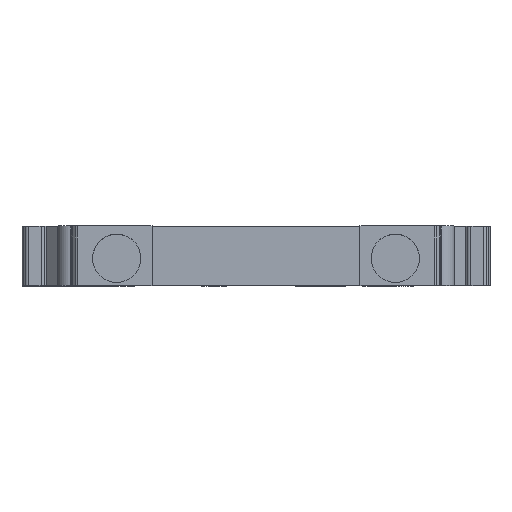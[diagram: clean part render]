
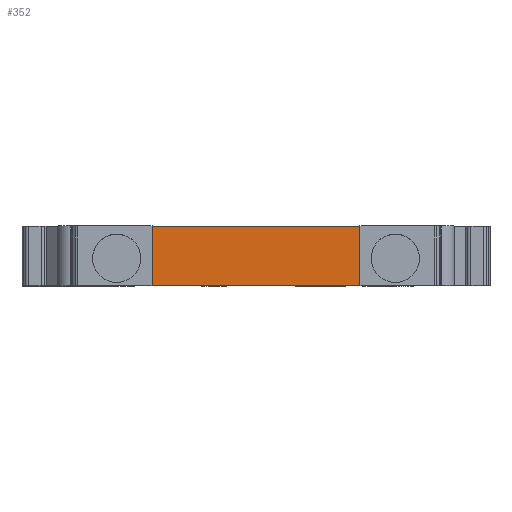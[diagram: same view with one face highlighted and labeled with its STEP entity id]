
A CAD part, top view. The second image highlights one B-rep face of the part: STEP entity #352.
In plain terms, the highlighted planar face has unit normal (0, 0, 1).
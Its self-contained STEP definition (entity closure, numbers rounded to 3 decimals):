
#352 = ADVANCED_FACE( '', ( #827 ), #828, .F. );
#827 = FACE_OUTER_BOUND( '', #1426, .T. );
#828 = PLANE( '', #1427 );
#1426 = EDGE_LOOP( '', ( #2518, #2519, #2520, #2521 ) );
#1427 = AXIS2_PLACEMENT_3D( '', #2522, #2523, #2524 );
#2518 = ORIENTED_EDGE( '', *, *, #4112, .T. );
#2519 = ORIENTED_EDGE( '', *, *, #3927, .F. );
#2520 = ORIENTED_EDGE( '', *, *, #3951, .F. );
#2521 = ORIENTED_EDGE( '', *, *, #4113, .T. );
#2522 = CARTESIAN_POINT( '', ( 13.5, 8., 14.644 ) );
#2523 = DIRECTION( '', ( 0., 0., -1. ) );
#2524 = DIRECTION( '', ( -1., 0., 0. ) );
#3927 = EDGE_CURVE( '', #4838, #4833, #4840, .T. );
#3951 = EDGE_CURVE( '', #4875, #4838, #4877, .T. );
#4112 = EDGE_CURVE( '', #5142, #4833, #5143, .T. );
#4113 = EDGE_CURVE( '', #4875, #5142, #5144, .T. );
#4833 = VERTEX_POINT( '', #6077 );
#4838 = VERTEX_POINT( '', #6084 );
#4840 = LINE( '', #6087, #6088 );
#4875 = VERTEX_POINT( '', #6133 );
#4877 = LINE( '', #6136, #6137 );
#5142 = VERTEX_POINT( '', #6496 );
#5143 = LINE( '', #6497, #6498 );
#5144 = LINE( '', #6499, #6500 );
#6077 = CARTESIAN_POINT( '', ( 14., 0., 14.644 ) );
#6084 = CARTESIAN_POINT( '', ( 14., 8., 14.644 ) );
#6087 = CARTESIAN_POINT( '', ( 14., 8., 14.644 ) );
#6088 = VECTOR( '', #7354, 1000. );
#6133 = CARTESIAN_POINT( '', ( -14., 8., 14.644 ) );
#6136 = CARTESIAN_POINT( '', ( -14., 8., 14.644 ) );
#6137 = VECTOR( '', #7387, 1000. );
#6496 = CARTESIAN_POINT( '', ( -14., 0., 14.644 ) );
#6497 = CARTESIAN_POINT( '', ( 13.5, 0., 14.644 ) );
#6498 = VECTOR( '', #7638, 1000. );
#6499 = CARTESIAN_POINT( '', ( -14., 8., 14.644 ) );
#6500 = VECTOR( '', #7639, 1000. );
#7354 = DIRECTION( '', ( 0., -1., 0. ) );
#7387 = DIRECTION( '', ( 1., 0., 0. ) );
#7638 = DIRECTION( '', ( 1., 0., 0. ) );
#7639 = DIRECTION( '', ( 0., -1., 0. ) );
